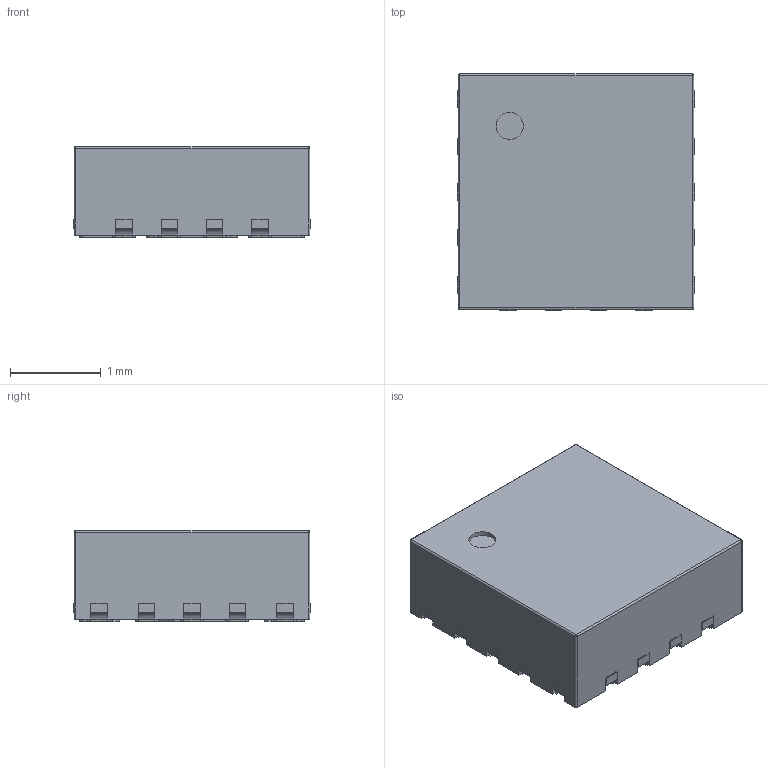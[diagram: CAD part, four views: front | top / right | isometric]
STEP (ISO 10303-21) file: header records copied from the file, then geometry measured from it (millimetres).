
FILE_DESCRIPTION(/* description */ ('Unknown'),/* implementation_level */ '2;1');
FILE_NAME(/* name */ 'LMQ66430R5RXBR',/* time_stamp */ '2024-03-06T14:56:07+02:00',/* author */ ('Unknown'),/* organization */ ('Unknown'),/* preprocessor_version */ 'ST-DEVELOPER v18.102',/* originating_system */ 'Solid Edge',/* authorisation */ 'Unknown');
FILE_SCHEMA (('AUTOMOTIVE_DESIGN {1 0 10303 214 3 1 1}'));
Length unit declared in the file: millimetre
Products named in the file (1): LMQ66430R5RXBR
Bounding box: 2.62 x 2.62 x 1 mm (x, y, z)
Volume: 6.6 mm3; surface area: 24.4 mm2
Topology: 1 solids, 1 shells, 351 faces, 889 edges, 538 vertices
Faces by surface type: plane 275, cylinder 72, sphere 4
Full cylindrical faces by diameter (mm): 0.3 x1
Entity records: 12711 total; most frequent: CARTESIAN_POINT 1774, ORIENTED_EDGE 1768, DIRECTION 1732, EDGE_CURVE 884, LINE 740, VECTOR 740, VERTEX_POINT 538, AXIS2_PLACEMENT_3D 496
